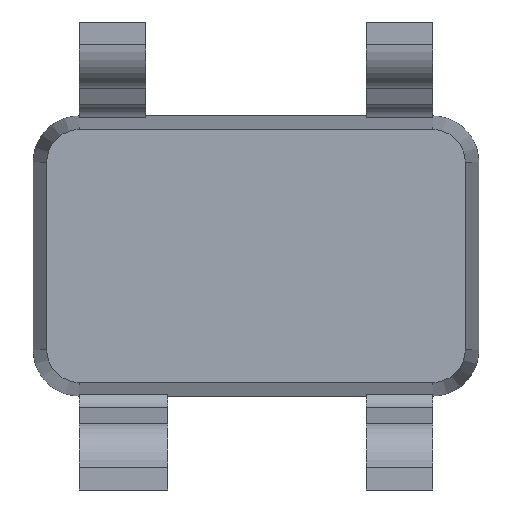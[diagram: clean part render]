
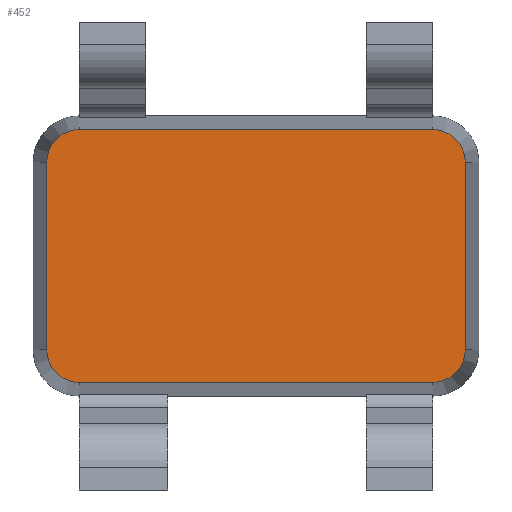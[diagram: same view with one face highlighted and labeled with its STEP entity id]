
A CAD part, front view. The second image highlights one B-rep face of the part: STEP entity #452.
In plain terms, the highlighted planar face has unit normal (0, -1, 0).
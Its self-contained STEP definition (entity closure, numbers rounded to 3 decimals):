
#55 = DIRECTION ( 'NONE',  ( 0., 0., -1. ) ) ;
#65 = LINE ( 'NONE', #1633, #1069 ) ;
#89 = ORIENTED_EDGE ( 'NONE', *, *, #145, .F. ) ;
#110 = VERTEX_POINT ( 'NONE', #636 ) ;
#140 = VERTEX_POINT ( 'NONE', #1421 ) ;
#145 = EDGE_CURVE ( 'NONE', #110, #1958, #1622, .T. ) ;
#250 = CARTESIAN_POINT ( 'NONE',  ( 0.8, 0., 0.425 ) ) ;
#251 = CARTESIAN_POINT ( 'NONE',  ( 0.8, 0., -0.425 ) ) ;
#279 = CIRCLE ( 'NONE', #2011, 0.148 ) ;
#376 = ORIENTED_EDGE ( 'NONE', *, *, #1443, .F. ) ;
#380 = DIRECTION ( 'NONE',  ( 0., 0., -1. ) ) ;
#452 = ADVANCED_FACE ( 'NONE', ( #1263 ), #504, .T. ) ;
#471 = LINE ( 'NONE', #1096, #1396 ) ;
#492 = AXIS2_PLACEMENT_3D ( 'NONE', #1879, #979, #1425 ) ;
#504 = PLANE ( 'NONE',  #492 ) ;
#522 = AXIS2_PLACEMENT_3D ( 'NONE', #1407, #1728, #787 ) ;
#533 = LINE ( 'NONE', #1803, #803 ) ;
#581 = CIRCLE ( 'NONE', #1100, 0.148 ) ;
#636 = CARTESIAN_POINT ( 'NONE',  ( -0.948, 0., 0.425 ) ) ;
#638 = VERTEX_POINT ( 'NONE', #1011 ) ;
#644 = AXIS2_PLACEMENT_3D ( 'NONE', #250, #1782, #55 ) ;
#720 = CARTESIAN_POINT ( 'NONE',  ( 0.948, 0., 0.425 ) ) ;
#729 = EDGE_CURVE ( 'NONE', #1353, #638, #1683, .T. ) ;
#782 = DIRECTION ( 'NONE',  ( -1., 0., 0. ) ) ;
#787 = DIRECTION ( 'NONE',  ( 0., 0., -1. ) ) ;
#802 = VECTOR ( 'NONE', #782, 1000. ) ;
#803 = VECTOR ( 'NONE', #1467, 1000. ) ;
#808 = CARTESIAN_POINT ( 'NONE',  ( 0.8, 0., -0.573 ) ) ;
#813 = EDGE_CURVE ( 'NONE', #1958, #1318, #471, .T. ) ;
#818 = EDGE_LOOP ( 'NONE', ( #1229, #1046, #1176, #1375, #89, #873, #376, #1374 ) ) ;
#873 = ORIENTED_EDGE ( 'NONE', *, *, #1041, .F. ) ;
#885 = DIRECTION ( 'NONE',  ( 0., 1., 0. ) ) ;
#979 = DIRECTION ( 'NONE',  ( 0., -1., 0. ) ) ;
#989 = VERTEX_POINT ( 'NONE', #1906 ) ;
#994 = DIRECTION ( 'NONE',  ( 0., 0., -1. ) ) ;
#1011 = CARTESIAN_POINT ( 'NONE',  ( -0.8, 0., -0.573 ) ) ;
#1018 = VERTEX_POINT ( 'NONE', #720 ) ;
#1041 = EDGE_CURVE ( 'NONE', #140, #110, #533, .T. ) ;
#1046 = ORIENTED_EDGE ( 'NONE', *, *, #1820, .F. ) ;
#1069 = VECTOR ( 'NONE', #380, 1000. ) ;
#1086 = DIRECTION ( 'NONE',  ( 1., 0., 0. ) ) ;
#1087 = EDGE_CURVE ( 'NONE', #989, #1353, #279, .T. ) ;
#1096 = CARTESIAN_POINT ( 'NONE',  ( 0.8, 0., 0.573 ) ) ;
#1100 = AXIS2_PLACEMENT_3D ( 'NONE', #1646, #1801, #1327 ) ;
#1136 = CARTESIAN_POINT ( 'NONE',  ( 0.8, 0., 0.573 ) ) ;
#1176 = ORIENTED_EDGE ( 'NONE', *, *, #1488, .F. ) ;
#1229 = ORIENTED_EDGE ( 'NONE', *, *, #1087, .F. ) ;
#1231 = CIRCLE ( 'NONE', #644, 0.148 ) ;
#1263 = FACE_OUTER_BOUND ( 'NONE', #818, .T. ) ;
#1318 = VERTEX_POINT ( 'NONE', #1136 ) ;
#1327 = DIRECTION ( 'NONE',  ( 0., 0., -1. ) ) ;
#1353 = VERTEX_POINT ( 'NONE', #808 ) ;
#1355 = CARTESIAN_POINT ( 'NONE',  ( -0.8, 0., 0.573 ) ) ;
#1374 = ORIENTED_EDGE ( 'NONE', *, *, #729, .F. ) ;
#1375 = ORIENTED_EDGE ( 'NONE', *, *, #813, .F. ) ;
#1396 = VECTOR ( 'NONE', #1086, 1000. ) ;
#1407 = CARTESIAN_POINT ( 'NONE',  ( -0.8, 0., 0.425 ) ) ;
#1421 = CARTESIAN_POINT ( 'NONE',  ( -0.948, 0., -0.425 ) ) ;
#1425 = DIRECTION ( 'NONE',  ( 0., 0., -1. ) ) ;
#1443 = EDGE_CURVE ( 'NONE', #638, #140, #581, .T. ) ;
#1467 = DIRECTION ( 'NONE',  ( 0., 0., 1. ) ) ;
#1488 = EDGE_CURVE ( 'NONE', #1318, #1018, #1231, .T. ) ;
#1622 = CIRCLE ( 'NONE', #522, 0.148 ) ;
#1633 = CARTESIAN_POINT ( 'NONE',  ( 0.948, 0., -0.425 ) ) ;
#1646 = CARTESIAN_POINT ( 'NONE',  ( -0.8, 0., -0.425 ) ) ;
#1683 = LINE ( 'NONE', #1866, #802 ) ;
#1728 = DIRECTION ( 'NONE',  ( 0., 1., 0. ) ) ;
#1782 = DIRECTION ( 'NONE',  ( 0., 1., 0. ) ) ;
#1801 = DIRECTION ( 'NONE',  ( 0., 1., 0. ) ) ;
#1803 = CARTESIAN_POINT ( 'NONE',  ( -0.948, 0., -0.425 ) ) ;
#1820 = EDGE_CURVE ( 'NONE', #1018, #989, #65, .T. ) ;
#1866 = CARTESIAN_POINT ( 'NONE',  ( 0.8, 0., -0.573 ) ) ;
#1879 = CARTESIAN_POINT ( 'NONE',  ( 0.8, 0., -0.425 ) ) ;
#1906 = CARTESIAN_POINT ( 'NONE',  ( 0.948, 0., -0.425 ) ) ;
#1958 = VERTEX_POINT ( 'NONE', #1355 ) ;
#2011 = AXIS2_PLACEMENT_3D ( 'NONE', #251, #885, #994 ) ;
